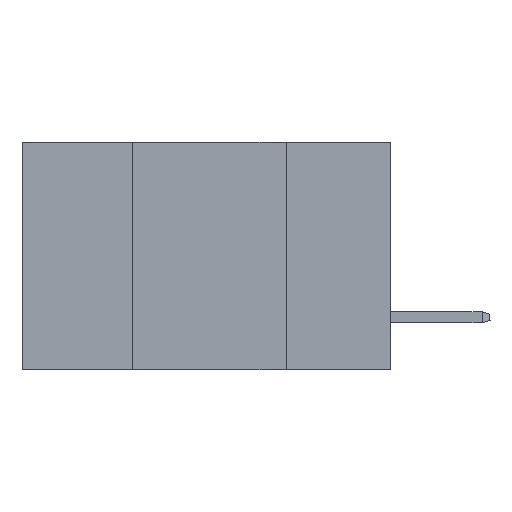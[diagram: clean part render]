
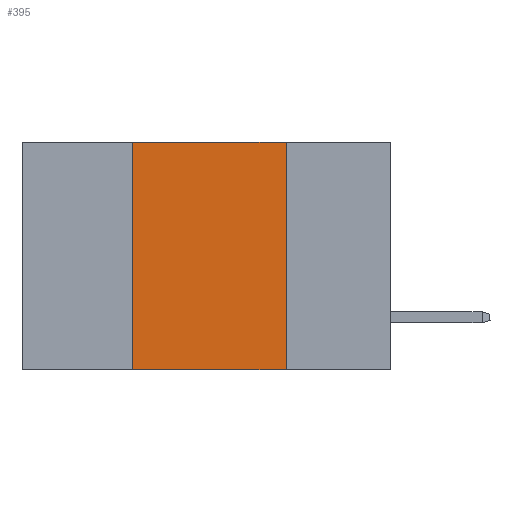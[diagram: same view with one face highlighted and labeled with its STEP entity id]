
A CAD part, left-side view. The second image highlights one B-rep face of the part: STEP entity #395.
In plain terms, the highlighted planar face has unit normal (-1, 0, 0).
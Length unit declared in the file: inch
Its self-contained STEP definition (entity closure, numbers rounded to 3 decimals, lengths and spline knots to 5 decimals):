
#395 = ADVANCED_FACE ( 'NONE', ( #19592 ), #21636, .F. ) ;
#867 = VECTOR ( 'NONE', #11655, 39.37008 ) ;
#1004 = EDGE_CURVE ( 'NONE', #20733, #18531, #11905, .T. ) ;
#1681 = EDGE_CURVE ( 'NONE', #20733, #2756, #4992, .T. ) ;
#2756 = VERTEX_POINT ( 'NONE', #18279 ) ;
#2849 = DIRECTION ( 'NONE',  ( 1., 0., 0. ) ) ;
#4056 = ORIENTED_EDGE ( 'NONE', *, *, #1681, .F. ) ;
#4111 = CARTESIAN_POINT ( 'NONE',  ( 0., 0.6, -0.37 ) ) ;
#4966 = CARTESIAN_POINT ( 'NONE',  ( 0., 0.42, 0. ) ) ;
#4992 = LINE ( 'NONE', #4966, #8952 ) ;
#6041 = ORIENTED_EDGE ( 'NONE', *, *, #1004, .T. ) ;
#6613 = VECTOR ( 'NONE', #7491, 39.37008 ) ;
#6972 = EDGE_CURVE ( 'NONE', #14793, #18531, #19561, .T. ) ;
#7491 = DIRECTION ( 'NONE',  ( 0., -1., 0. ) ) ;
#7995 = CARTESIAN_POINT ( 'NONE',  ( 0., 0.42, -0.37 ) ) ;
#8952 = VECTOR ( 'NONE', #16807, 39.37008 ) ;
#9839 = LINE ( 'NONE', #16762, #867 ) ;
#10802 = VECTOR ( 'NONE', #13312, 39.37008 ) ;
#11259 = DIRECTION ( 'NONE',  ( 0., 0., -1. ) ) ;
#11655 = DIRECTION ( 'NONE',  ( 0., -1., 0. ) ) ;
#11905 = LINE ( 'NONE', #4111, #6613 ) ;
#13178 = CARTESIAN_POINT ( 'NONE',  ( 0., 0.6, 0. ) ) ;
#13312 = DIRECTION ( 'NONE',  ( 0., 0., -1. ) ) ;
#13373 = CARTESIAN_POINT ( 'NONE',  ( 0., 0.17, 0. ) ) ;
#13380 = AXIS2_PLACEMENT_3D ( 'NONE', #13178, #2849, #11259 ) ;
#13575 = EDGE_CURVE ( 'NONE', #2756, #14793, #9839, .T. ) ;
#14793 = VERTEX_POINT ( 'NONE', #18119 ) ;
#16762 = CARTESIAN_POINT ( 'NONE',  ( 0., 0.6, 0. ) ) ;
#16807 = DIRECTION ( 'NONE',  ( 0., 0., 1. ) ) ;
#17335 = CARTESIAN_POINT ( 'NONE',  ( 0., 0.17, -0.37 ) ) ;
#18119 = CARTESIAN_POINT ( 'NONE',  ( 0., 0.17, 0. ) ) ;
#18279 = CARTESIAN_POINT ( 'NONE',  ( 0., 0.42, 0. ) ) ;
#18531 = VERTEX_POINT ( 'NONE', #17335 ) ;
#19211 = ORIENTED_EDGE ( 'NONE', *, *, #6972, .F. ) ;
#19561 = LINE ( 'NONE', #13373, #10802 ) ;
#19592 = FACE_OUTER_BOUND ( 'NONE', #21013, .T. ) ;
#20733 = VERTEX_POINT ( 'NONE', #7995 ) ;
#21013 = EDGE_LOOP ( 'NONE', ( #19211, #21509, #4056, #6041 ) ) ;
#21509 = ORIENTED_EDGE ( 'NONE', *, *, #13575, .F. ) ;
#21636 = PLANE ( 'NONE',  #13380 ) ;
